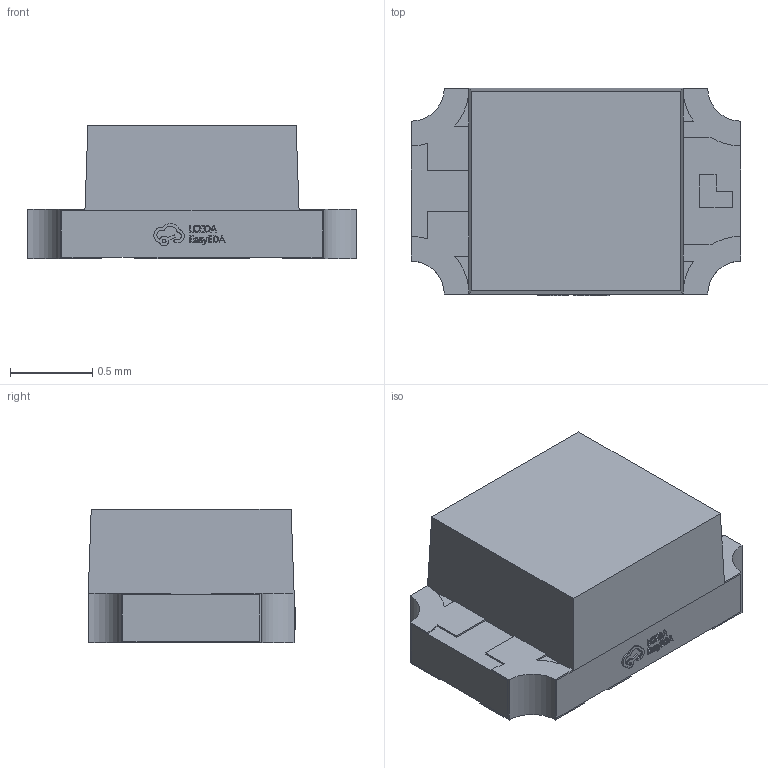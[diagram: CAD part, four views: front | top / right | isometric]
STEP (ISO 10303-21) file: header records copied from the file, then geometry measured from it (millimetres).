
FILE_DESCRIPTION(/* description */ ('Designed by EasyEDA Pro'),/* implementation_level */ '2;1');
FILE_NAME(/* name */ 'LED_0805_RGB.step',/* time_stamp */ '2025-04-05T14:11:49+08:00',/* author */ (''),/* organization */ (''),/* preprocessor_version */ 'ST-DEVELOPER v20.1',/* originating_system */ 'Autodesk Translation Framework v14.4.0.0',/* authorisation */ '');
FILE_SCHEMA (('AUTOMOTIVE_DESIGN { 1 0 10303 214 3 1 1 }'));
Length unit declared in the file: millimetre
Products named in the file (3): fG1s-PCBModel; fG1s-Board; fG1s-LED1-LED-SMD_4P-L2.0-W1.3-BR
Assembly tree (2 placements, depth 2):
  fG1s-PCBModel
    fG1s-Board
    fG1s-LED1-LED-SMD_4P-L2.0-W1.3-BR
Bounding box: 2 x 1.26 x 0.81 mm (x, y, z)
Volume: 1.5 mm3; surface area: 9.2 mm2
Topology: 1 solids, 1 shells, 361 faces, 976 edges, 644 vertices
Faces by surface type: plane 237, bspline 112, cylinder 12
Entity records: 12962 total; most frequent: CARTESIAN_POINT 3905, ORIENTED_EDGE 1952, DIRECTION 1448, EDGE_CURVE 976, LINE 728, VECTOR 728, VERTEX_POINT 644, EDGE_LOOP 388
